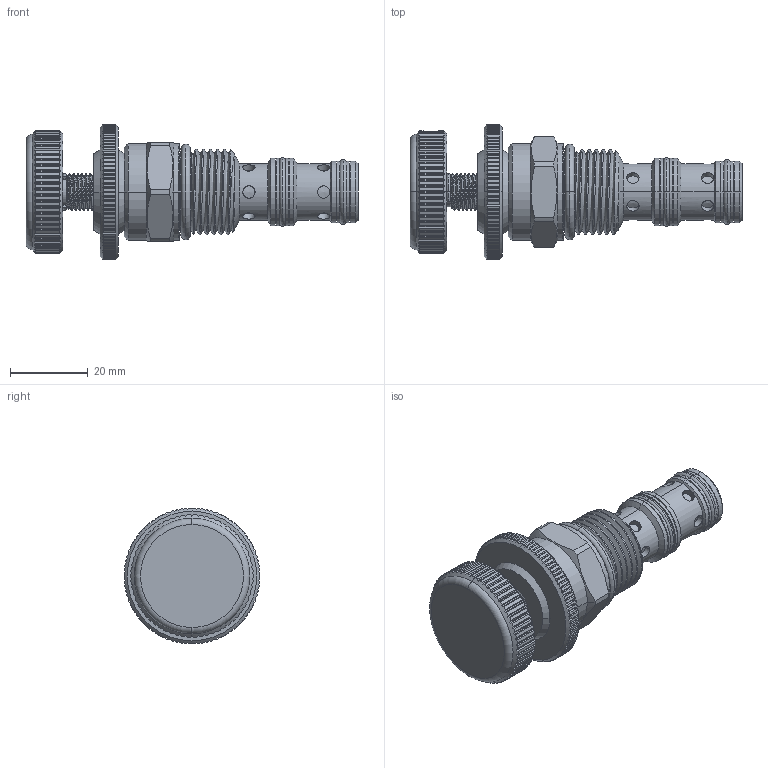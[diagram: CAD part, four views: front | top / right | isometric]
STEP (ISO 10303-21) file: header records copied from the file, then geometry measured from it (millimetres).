
FILE_DESCRIPTION (( 'STEP AP203' ), '1' );
FILE_NAME ('FR10W33-BA.STEP', '2020-12-16T02:28:06', ( '' ), ( '' ), 'SwSTEP 2.0', 'SolidWorks 2018', '' );
FILE_SCHEMA (( 'CONFIG_CONTROL_DESIGN' ));
Length unit declared in the file: millimetre
Products named in the file (1): FR10W33-BA
Bounding box: 85.61 x 35 x 35 mm (x, y, z)
Volume: 30797.1 mm3; surface area: 12527.6 mm2
Topology: 8 solids, 8 shells, 850 faces, 2347 edges, 1539 vertices
Faces by surface type: plane 436, cylinder 301, cone 63, torus 30, bspline 20
Entity records: 48347 total; most frequent: CARTESIAN_POINT 28303, ORIENTED_EDGE 4690, DIRECTION 3543, EDGE_CURVE 2345, VERTEX_POINT 1539, AXIS2_PLACEMENT_3D 1391, B_SPLINE_CURVE_WITH_KNOTS 903, EDGE_LOOP 888
